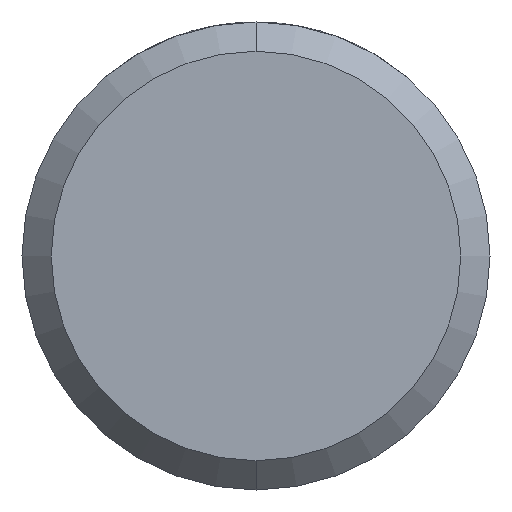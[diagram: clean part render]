
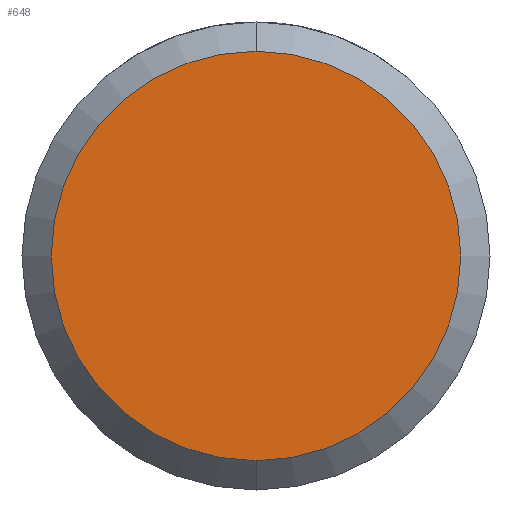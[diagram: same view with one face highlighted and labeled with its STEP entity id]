
A CAD part, front view. The second image highlights one B-rep face of the part: STEP entity #648.
In plain terms, the highlighted planar face has unit normal (0, -1, 0).
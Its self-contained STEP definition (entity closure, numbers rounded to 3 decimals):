
#26 = DIRECTION ( 'NONE',  ( 0., 1., 0. ) ) ;
#48 = CARTESIAN_POINT ( 'NONE',  ( 0., 0., 0. ) ) ;
#63 = DIRECTION ( 'NONE',  ( 0., -1., 0. ) ) ;
#106 = AXIS2_PLACEMENT_3D ( 'NONE', #48, #208, #474 ) ;
#147 = CARTESIAN_POINT ( 'NONE',  ( 0., 0., -7. ) ) ;
#173 = DIRECTION ( 'NONE',  ( 0., 0., 1. ) ) ;
#208 = DIRECTION ( 'NONE',  ( 0., -1., 0. ) ) ;
#240 = CIRCLE ( 'NONE', #106, 7. ) ;
#242 = ORIENTED_EDGE ( 'NONE', *, *, #346, .T. ) ;
#260 = EDGE_LOOP ( 'NONE', ( #242, #284 ) ) ;
#284 = ORIENTED_EDGE ( 'NONE', *, *, #549, .T. ) ;
#305 = AXIS2_PLACEMENT_3D ( 'NONE', #438, #26, #173 ) ;
#342 = VERTEX_POINT ( 'NONE', #357 ) ;
#346 = EDGE_CURVE ( 'NONE', #342, #400, #240, .T. ) ;
#357 = CARTESIAN_POINT ( 'NONE',  ( 0., 0., 7. ) ) ;
#380 = CARTESIAN_POINT ( 'NONE',  ( 0., 0., 0. ) ) ;
#400 = VERTEX_POINT ( 'NONE', #147 ) ;
#438 = CARTESIAN_POINT ( 'NONE',  ( 0., 0., 0. ) ) ;
#441 = CIRCLE ( 'NONE', #488, 7. ) ;
#474 = DIRECTION ( 'NONE',  ( 0., 0., -1. ) ) ;
#482 = DIRECTION ( 'NONE',  ( 0., 0., -1. ) ) ;
#488 = AXIS2_PLACEMENT_3D ( 'NONE', #380, #63, #482 ) ;
#491 = PLANE ( 'NONE',  #305 ) ;
#549 = EDGE_CURVE ( 'NONE', #400, #342, #441, .T. ) ;
#648 = ADVANCED_FACE ( 'NONE', ( #651 ), #491, .F. ) ;
#651 = FACE_OUTER_BOUND ( 'NONE', #260, .T. ) ;
